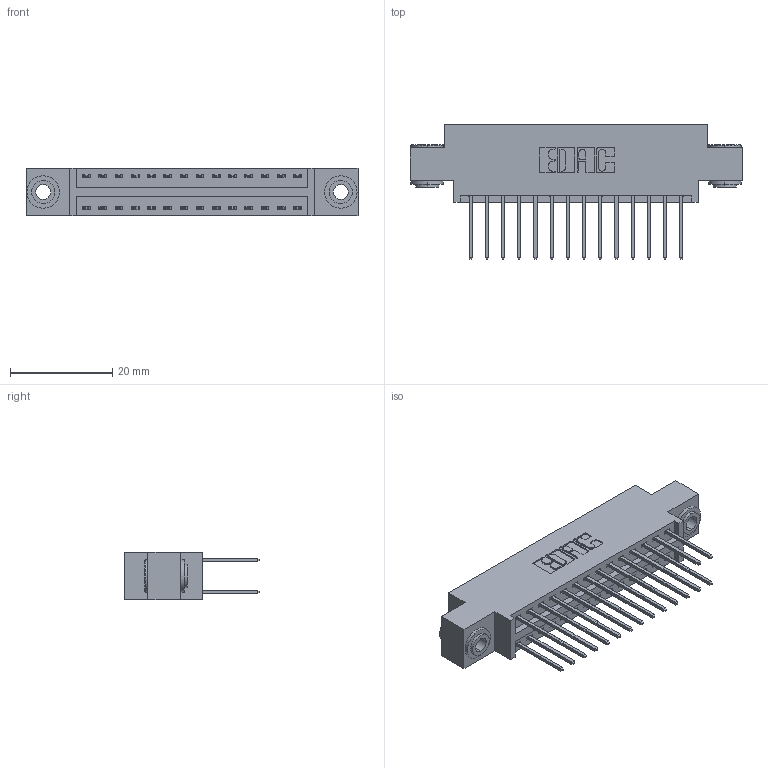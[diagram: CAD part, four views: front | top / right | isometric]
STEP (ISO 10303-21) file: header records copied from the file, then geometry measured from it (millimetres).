
FILE_DESCRIPTION (( 'STEP AP203' ), '1' );
FILE_NAME ('346-028-522-803.STEP', '2022-05-19T04:04:18', ( '' ), ( '' ), 'SwSTEP 2.0', 'SolidWorks 2020', '' );
FILE_SCHEMA (( 'CONFIG_CONTROL_DESIGN' ));
Length unit declared in the file: inch
Products named in the file (4): 346 Part_0.170 Offset - 0.156 Dia-TH; 345-250-002_345-250-002-102; 345-292-001_345-293-122; 346-028-522-803
Assembly tree (31 placements, depth 2):
  346-028-522-803
    346 Part_0.170 Offset - 0.156 Dia-TH
    345-292-001_345-293-122  x28
    345-250-002_345-250-002-102  x2
Bounding box: 65.02 x 26.42 x 9.4 mm (x, y, z)
Volume: 6041.6 mm3; surface area: 8625.4 mm2
Topology: 31 solids, 31 shells, 1634 faces, 4793 edges, 3154 vertices
Faces by surface type: plane 1084, cylinder 542, cone 8
Entity records: 14122 total; most frequent: CARTESIAN_POINT 2349, ORIENTED_EDGE 2274, DIRECTION 2151, EDGE_CURVE 1137, LINE 925, VECTOR 925, VERTEX_POINT 754, AXIS2_PLACEMENT_3D 613
